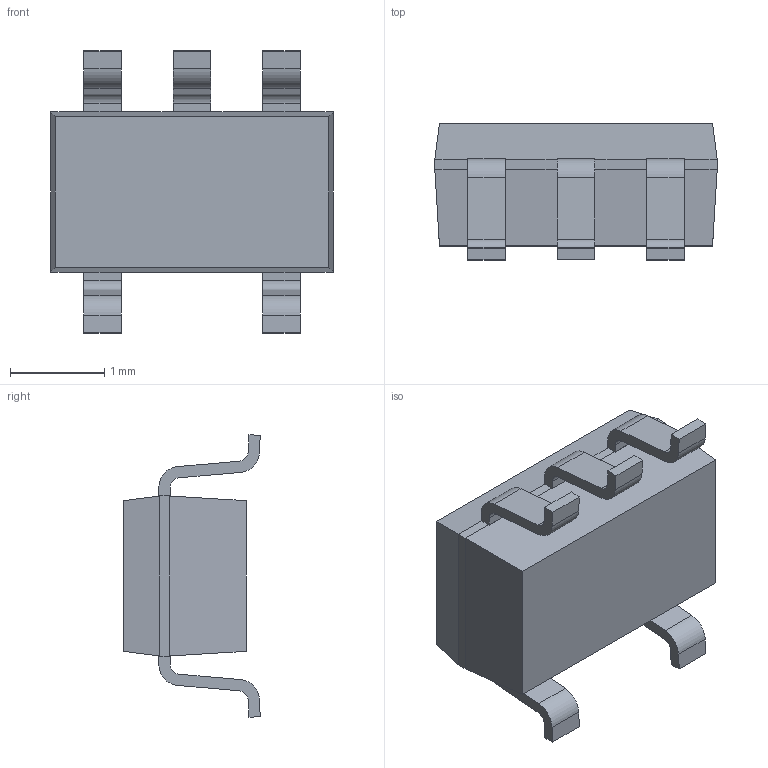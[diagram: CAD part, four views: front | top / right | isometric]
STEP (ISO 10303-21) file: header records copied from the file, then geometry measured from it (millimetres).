
FILE_DESCRIPTION((''),'2;1');
FILE_NAME('SOT23-5_P0-95_L3-0_W1-7','2019-10-05T',('Dragos'),(''),'PRO/ENGINEER BY PARAMETRIC TECHNOLOGY CORPORATION, 2004440','PRO/ENGINEER BY PARAMETRIC TECHNOLOGY CORPORATION, 2004440','');
FILE_SCHEMA(('AUTOMOTIVE_DESIGN { 1 0 10303 214 1 1 1 1 }'));
Length unit declared in the file: millimetre
Products named in the file (1): SOT23-5_P0-95_L3-0_W1-7
Bounding box: 3 x 1.45 x 3 mm (x, y, z)
Volume: 6.7 mm3; surface area: 28.8 mm2
Topology: 1 solids, 1 shells, 337 faces, 953 edges, 626 vertices
Faces by surface type: plane 317, cylinder 20
Entity records: 13876 total; most frequent: CARTESIAN_POINT 1918, ORIENTED_EDGE 1906, DIRECTION 1669, PRESENTATION_STYLE_ASSIGNMENT 975, STYLED_ITEM 955, CURVE_STYLE 954, EDGE_CURVE 953, VECTOR 913
